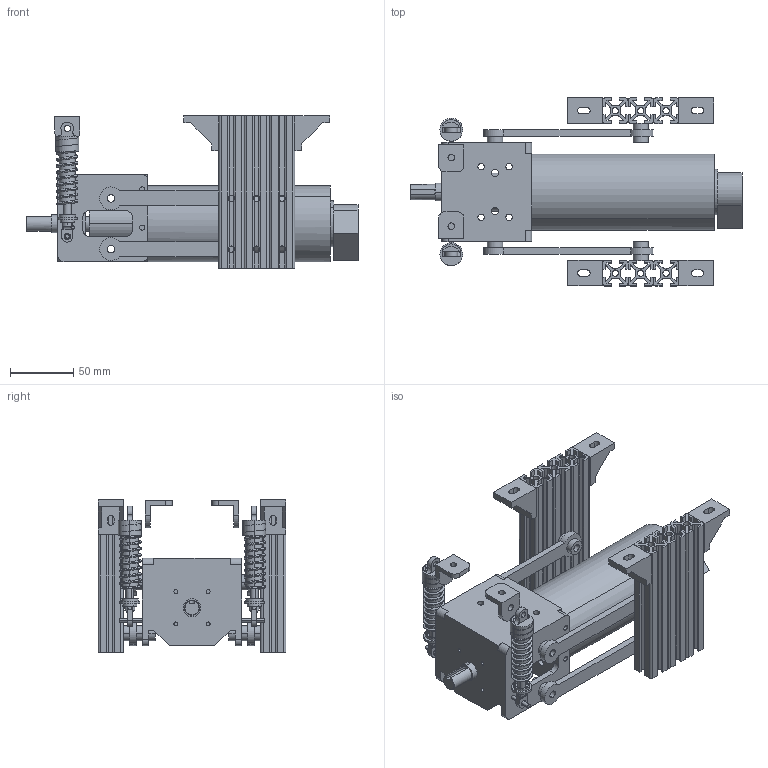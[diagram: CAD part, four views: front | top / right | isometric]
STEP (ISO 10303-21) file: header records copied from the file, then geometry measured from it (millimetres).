
FILE_DESCRIPTION((''),'2;1');
FILE_NAME('MD60黃蕾唑境_ASM','2020-10-15T',('Administrator'),(''),'PRO/ENGINEER BY PARAMETRIC TECHNOLOGY CORPORATION, 2012480','PRO/ENGINEER BY PARAMETRIC TECHNOLOGY CORPORATION, 2012480','');
FILE_SCHEMA(('CONFIG_CONTROL_DESIGN'));
Products named in the file (2): _MD60黃蕾唑境; MD60黃蕾唑境_ASM
Assembly tree (1 placements, depth 2):
  MD60黃蕾唑境_ASM
    _MD60黃蕾唑境
Bounding box: 261.5 x 147.99 x 120 mm (x, y, z)
Volume: 735711.3 mm3; surface area: 273674.7 mm2
Topology: 25 solids, 37 shells, 974 faces, 2655 edges, 1704 vertices
Faces by surface type: plane 530, cylinder 426, bspline 12, cone 6
Entity records: 48250 total; most frequent: CARTESIAN_POINT 22932, DIRECTION 5282, ORIENTED_EDGE 5242, EDGE_CURVE 2649, AXIS2_PLACEMENT_3D 1816, VERTEX_POINT 1704, VECTOR 1650, LINE 1650
